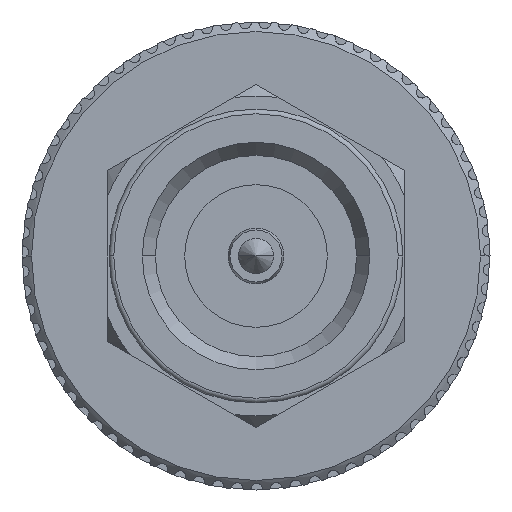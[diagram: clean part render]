
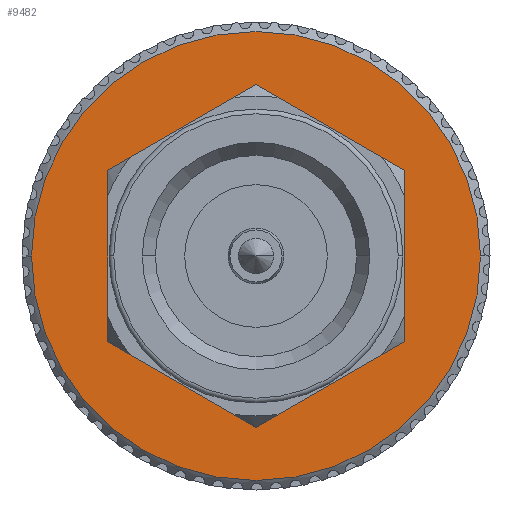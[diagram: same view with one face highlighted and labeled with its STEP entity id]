
A CAD part, front view. The second image highlights one B-rep face of the part: STEP entity #9482.
In plain terms, the highlighted planar face has unit normal (0, -1, 0).
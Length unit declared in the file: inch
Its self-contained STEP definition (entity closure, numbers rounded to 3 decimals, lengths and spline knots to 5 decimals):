
#73 = CARTESIAN_POINT ( 'NONE',  ( 0., 0., -0.236 ) ) ;
#1118 = EDGE_CURVE ( 'NONE', #18531, #17252, #4954, .T. ) ;
#1935 = DIRECTION ( 'NONE',  ( 0., -1., 0. ) ) ;
#4203 = PLANE ( 'NONE',  #20952 ) ;
#4397 = FACE_OUTER_BOUND ( 'NONE', #22746, .T. ) ;
#4954 = CIRCLE ( 'NONE', #5421, 0.236 ) ;
#5421 = AXIS2_PLACEMENT_3D ( 'NONE', #7289, #1935, #5676 ) ;
#5529 = DIRECTION ( 'NONE',  ( 0., 0., 1. ) ) ;
#5676 = DIRECTION ( 'NONE',  ( 0., 0., 1. ) ) ;
#5920 = EDGE_LOOP ( 'NONE', ( #22379, #16096 ) ) ;
#6595 = VERTEX_POINT ( 'NONE', #10918 ) ;
#6598 = EDGE_CURVE ( 'NONE', #6595, #17993, #22758, .T. ) ;
#6749 = CARTESIAN_POINT ( 'NONE',  ( 0., 0., -0.1545 ) ) ;
#6878 = FACE_BOUND ( 'NONE', #5920, .T. ) ;
#7289 = CARTESIAN_POINT ( 'NONE',  ( 0., 0., 0. ) ) ;
#8534 = CIRCLE ( 'NONE', #14809, 0.1545 ) ;
#8999 = AXIS2_PLACEMENT_3D ( 'NONE', #21476, #11056, #5529 ) ;
#9201 = DIRECTION ( 'NONE',  ( 0., 0., 1. ) ) ;
#9370 = DIRECTION ( 'NONE',  ( 0., 1., 0. ) ) ;
#9482 = ADVANCED_FACE ( 'NONE', ( #4397, #6878 ), #4203, .F. ) ;
#10063 = ORIENTED_EDGE ( 'NONE', *, *, #17101, .T. ) ;
#10918 = CARTESIAN_POINT ( 'NONE',  ( 0., 0., 0.1545 ) ) ;
#11056 = DIRECTION ( 'NONE',  ( 0., -1., 0. ) ) ;
#12926 = DIRECTION ( 'NONE',  ( 0., 0., 1. ) ) ;
#13071 = CARTESIAN_POINT ( 'NONE',  ( 0., 0., 0. ) ) ;
#13699 = DIRECTION ( 'NONE',  ( 0., 0., 1. ) ) ;
#14264 = ORIENTED_EDGE ( 'NONE', *, *, #1118, .T. ) ;
#14809 = AXIS2_PLACEMENT_3D ( 'NONE', #19149, #22634, #13699 ) ;
#16096 = ORIENTED_EDGE ( 'NONE', *, *, #17916, .T. ) ;
#17101 = EDGE_CURVE ( 'NONE', #17252, #18531, #22481, .T. ) ;
#17252 = VERTEX_POINT ( 'NONE', #20762 ) ;
#17916 = EDGE_CURVE ( 'NONE', #17993, #6595, #8534, .T. ) ;
#17993 = VERTEX_POINT ( 'NONE', #6749 ) ;
#18531 = VERTEX_POINT ( 'NONE', #73 ) ;
#19149 = CARTESIAN_POINT ( 'NONE',  ( 0., 0., 0. ) ) ;
#19945 = CARTESIAN_POINT ( 'NONE',  ( 0., 0., 0. ) ) ;
#20739 = AXIS2_PLACEMENT_3D ( 'NONE', #19945, #9370, #12926 ) ;
#20762 = CARTESIAN_POINT ( 'NONE',  ( 0., 0., 0.236 ) ) ;
#20952 = AXIS2_PLACEMENT_3D ( 'NONE', #13071, #21867, #9201 ) ;
#21476 = CARTESIAN_POINT ( 'NONE',  ( 0., 0., 0. ) ) ;
#21867 = DIRECTION ( 'NONE',  ( 0., 1., 0. ) ) ;
#22379 = ORIENTED_EDGE ( 'NONE', *, *, #6598, .T. ) ;
#22481 = CIRCLE ( 'NONE', #8999, 0.236 ) ;
#22634 = DIRECTION ( 'NONE',  ( 0., 1., 0. ) ) ;
#22746 = EDGE_LOOP ( 'NONE', ( #10063, #14264 ) ) ;
#22758 = CIRCLE ( 'NONE', #20739, 0.1545 ) ;
